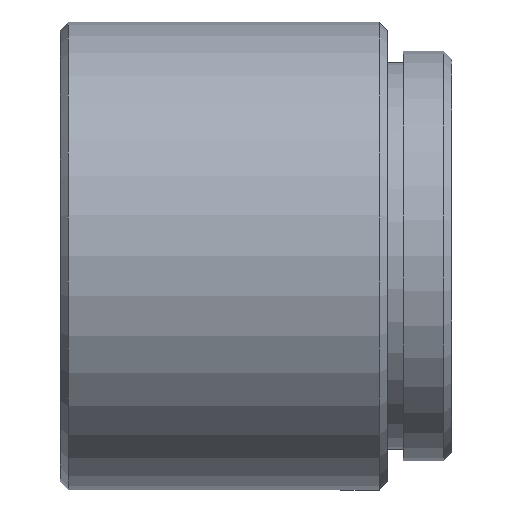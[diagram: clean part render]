
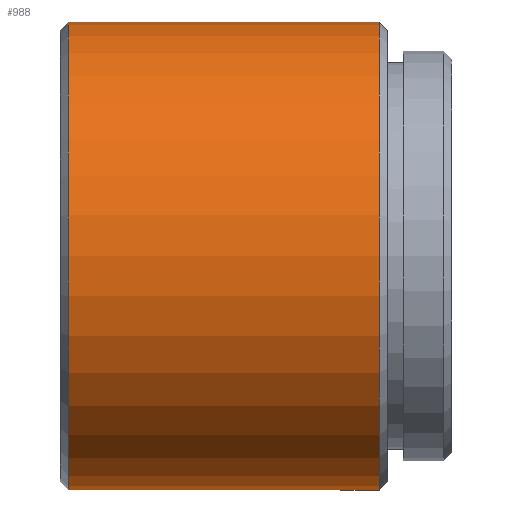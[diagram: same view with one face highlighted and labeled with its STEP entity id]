
A CAD part, top view. The second image highlights one B-rep face of the part: STEP entity #988.
In plain terms, the highlighted cylindrical face has radius 14.5 mm (diameter 29 mm), a partial arc.
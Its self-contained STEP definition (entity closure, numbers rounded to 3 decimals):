
#13 = ORIENTED_EDGE ( 'NONE', *, *, #2450, .T. ) ;
#47 = LINE ( 'NONE', #1442, #2190 ) ;
#54 = DIRECTION ( 'NONE',  ( 0., -1., 0. ) ) ;
#284 = CARTESIAN_POINT ( 'NONE',  ( 0.5, 0., 0. ) ) ;
#315 = DIRECTION ( 'NONE',  ( -1., 0., 0. ) ) ;
#498 = CARTESIAN_POINT ( 'NONE',  ( 19.75, 0., 0. ) ) ;
#604 = AXIS2_PLACEMENT_3D ( 'NONE', #498, #315, #2196 ) ;
#614 = VERTEX_POINT ( 'NONE', #1070 ) ;
#662 = DIRECTION ( 'NONE',  ( 0., 1., 0. ) ) ;
#736 = AXIS2_PLACEMENT_3D ( 'NONE', #284, #1427, #662 ) ;
#796 = VECTOR ( 'NONE', #953, 1000. ) ;
#918 = CIRCLE ( 'NONE', #736, 14.5 ) ;
#920 = ORIENTED_EDGE ( 'NONE', *, *, #2438, .T. ) ;
#953 = DIRECTION ( 'NONE',  ( -1., 0., 0. ) ) ;
#988 = ADVANCED_FACE ( 'NONE', ( #1998 ), #2267, .T. ) ;
#996 = EDGE_CURVE ( 'NONE', #1184, #1430, #918, .T. ) ;
#999 = CARTESIAN_POINT ( 'NONE',  ( 0.5, 14.5, 0. ) ) ;
#1070 = CARTESIAN_POINT ( 'NONE',  ( 19.75, 14.5, 0. ) ) ;
#1129 = LINE ( 'NONE', #1550, #796 ) ;
#1147 = CIRCLE ( 'NONE', #604, 14.5 ) ;
#1184 = VERTEX_POINT ( 'NONE', #999 ) ;
#1229 = CARTESIAN_POINT ( 'NONE',  ( 19.75, -14.5, 0. ) ) ;
#1283 = EDGE_LOOP ( 'NONE', ( #13, #920, #1841, #2266 ) ) ;
#1388 = DIRECTION ( 'NONE',  ( -1., 0., 0. ) ) ;
#1427 = DIRECTION ( 'NONE',  ( 1., 0., 0. ) ) ;
#1430 = VERTEX_POINT ( 'NONE', #2313 ) ;
#1442 = CARTESIAN_POINT ( 'NONE',  ( 0., 14.5, 0. ) ) ;
#1463 = EDGE_CURVE ( 'NONE', #2396, #1430, #1129, .T. ) ;
#1550 = CARTESIAN_POINT ( 'NONE',  ( 0., -14.5, 0. ) ) ;
#1643 = DIRECTION ( 'NONE',  ( -1., 0., 0. ) ) ;
#1789 = CARTESIAN_POINT ( 'NONE',  ( 0., 0., 0. ) ) ;
#1841 = ORIENTED_EDGE ( 'NONE', *, *, #996, .T. ) ;
#1998 = FACE_OUTER_BOUND ( 'NONE', #1283, .T. ) ;
#2102 = AXIS2_PLACEMENT_3D ( 'NONE', #1789, #1388, #54 ) ;
#2190 = VECTOR ( 'NONE', #1643, 1000. ) ;
#2196 = DIRECTION ( 'NONE',  ( 0., -1., 0. ) ) ;
#2266 = ORIENTED_EDGE ( 'NONE', *, *, #1463, .F. ) ;
#2267 = CYLINDRICAL_SURFACE ( 'NONE', #2102, 14.5 ) ;
#2313 = CARTESIAN_POINT ( 'NONE',  ( 0.5, -14.5, 0. ) ) ;
#2396 = VERTEX_POINT ( 'NONE', #1229 ) ;
#2438 = EDGE_CURVE ( 'NONE', #614, #1184, #47, .T. ) ;
#2450 = EDGE_CURVE ( 'NONE', #2396, #614, #1147, .T. ) ;
